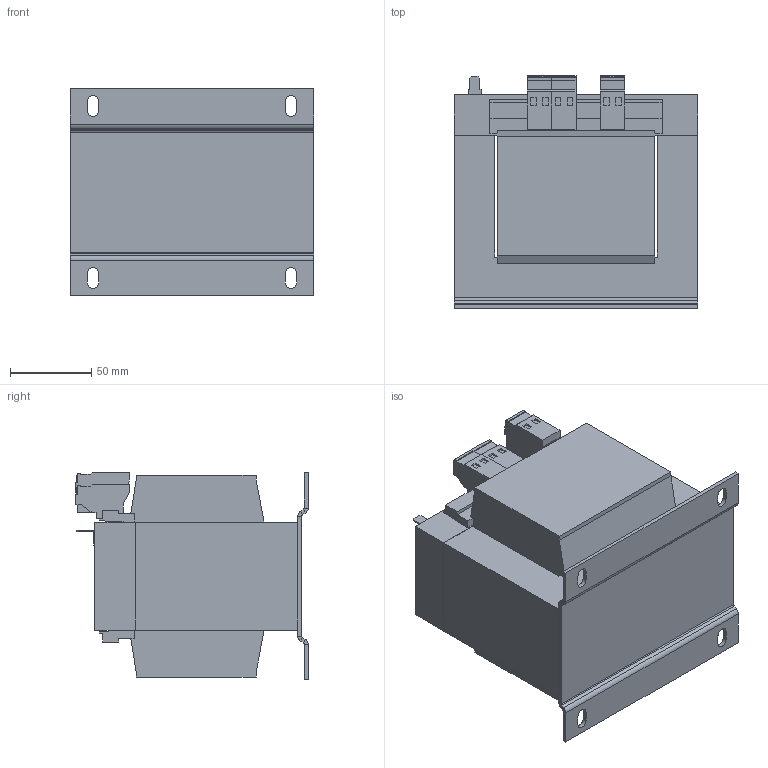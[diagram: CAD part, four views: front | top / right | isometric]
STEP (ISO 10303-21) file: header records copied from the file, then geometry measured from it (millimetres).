
FILE_DESCRIPTION (( 'STEP AP214' ), '1' );
FILE_NAME ('227354.STEP', '2020-07-06T08:18:59', ( '' ), ( '' ), 'SwSTEP 2.0', 'SolidWorks 2018', '' );
FILE_SCHEMA (( 'AUTOMOTIVE_DESIGN' ));
Length unit declared in the file: millimetre
Products named in the file (1): 227354
Bounding box: 150 x 143.25 x 127.65 mm (x, y, z)
Volume: 1764742.1 mm3; surface area: 171461.2 mm2
Topology: 1 solids, 1 shells, 282 faces, 722 edges, 464 vertices
Faces by surface type: plane 250, cylinder 32
Entity records: 8404 total; most frequent: CARTESIAN_POINT 1469, ORIENTED_EDGE 1444, DIRECTION 1352, EDGE_CURVE 722, LINE 658, VECTOR 658, VERTEX_POINT 464, AXIS2_PLACEMENT_3D 347
